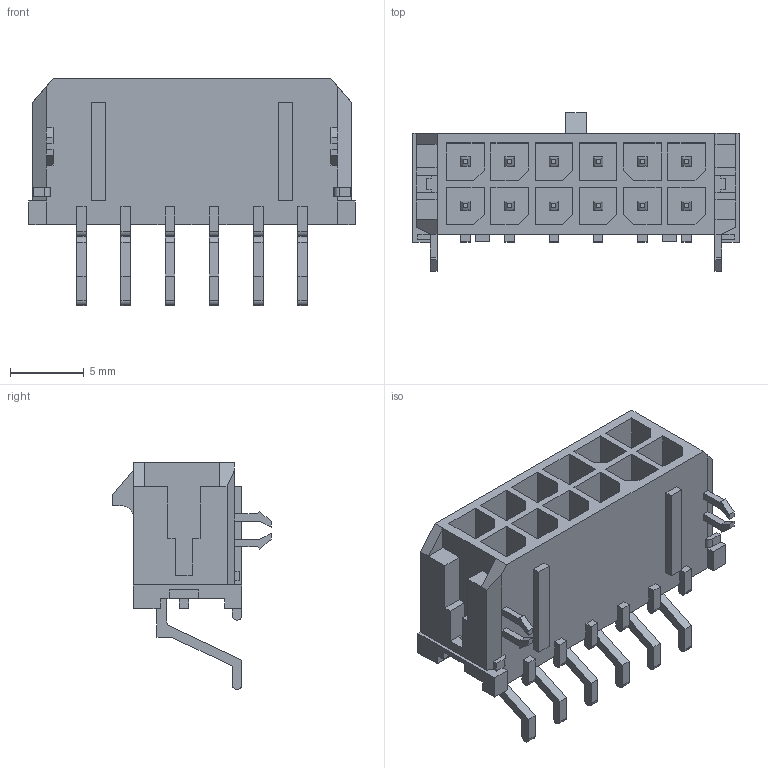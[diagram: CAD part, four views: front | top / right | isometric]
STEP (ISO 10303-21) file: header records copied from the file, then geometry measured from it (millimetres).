
FILE_DESCRIPTION((''),'2;1');
FILE_NAME('430451207','2020-04-16T',('gga'),(''),'PRO/ENGINEER BY PARAMETRIC TECHNOLOGY CORPORATION, 2016010','PRO/ENGINEER BY PARAMETRIC TECHNOLOGY CORPORATION, 2016010','');
FILE_SCHEMA(('CONFIG_CONTROL_DESIGN'));
Length unit declared in the file: millimetre
Products named in the file (1): 430451207
Bounding box: 22.15 x 10.77 x 15.4 mm (x, y, z)
Volume: 896.4 mm3; surface area: 2091 mm2
Topology: 1 solids, 7 shells, 559 faces, 1487 edges, 972 vertices
Faces by surface type: plane 538, cylinder 21
Entity records: 16840 total; most frequent: CARTESIAN_POINT 2963, ORIENTED_EDGE 2866, DIRECTION 2653, VECTOR 1441, LINE 1441, EDGE_CURVE 1433, VERTEX_POINT 916, AXIS2_PLACEMENT_3D 606
